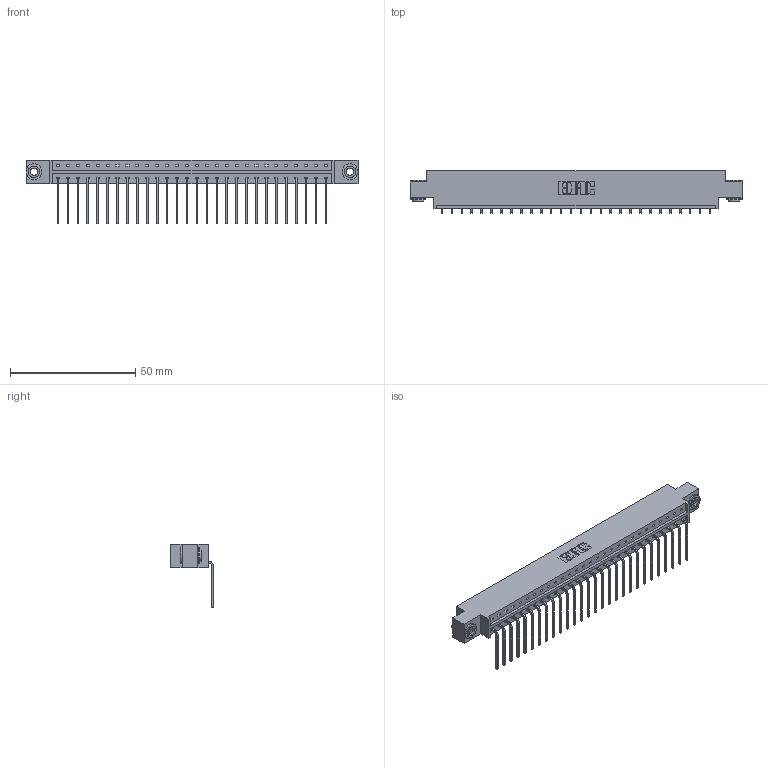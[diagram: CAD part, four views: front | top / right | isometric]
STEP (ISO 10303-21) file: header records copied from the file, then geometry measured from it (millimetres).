
FILE_DESCRIPTION (( 'STEP AP203' ), '1' );
FILE_NAME ('333-028-559-603.STEP', '2018-08-02T15:57:33', ( '' ), ( '' ), 'SwSTEP 2.0', 'SolidWorks 2016', '' );
FILE_SCHEMA (( 'CONFIG_CONTROL_DESIGN' ));
Length unit declared in the file: inch
Products named in the file (4): 333 Part_Offset - .156 Dia - TH; 345-292-001_558 559 Tail - 1; 345-250-002_345-250-002-102; 333-028-559-603
Assembly tree (31 placements, depth 2):
  333-028-559-603
    333 Part_Offset - .156 Dia - TH
    345-292-001_558 559 Tail - 1  x28
    345-250-002_345-250-002-102  x2
Bounding box: 132.49 x 17.09 x 25.53 mm (x, y, z)
Volume: 13096.4 mm3; surface area: 15076 mm2
Topology: 31 solids, 31 shells, 1836 faces, 5495 edges, 3622 vertices
Faces by surface type: plane 1316, cylinder 512, cone 8
Entity records: 19794 total; most frequent: CARTESIAN_POINT 3397, ORIENTED_EDGE 3354, DIRECTION 2927, EDGE_CURVE 1677, LINE 1525, VECTOR 1525, VERTEX_POINT 1114, AXIS2_PLACEMENT_3D 701
